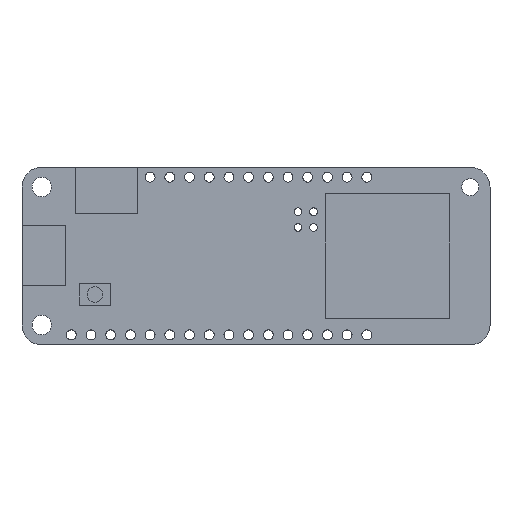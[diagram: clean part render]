
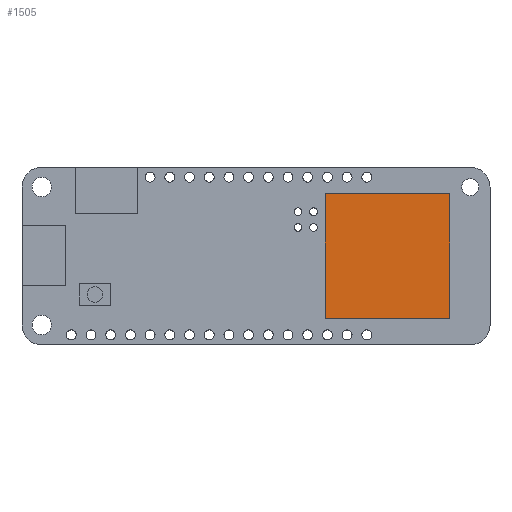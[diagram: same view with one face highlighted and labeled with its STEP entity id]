
A CAD part, top view. The second image highlights one B-rep face of the part: STEP entity #1505.
In plain terms, the highlighted planar face has unit normal (0, 0, 1).
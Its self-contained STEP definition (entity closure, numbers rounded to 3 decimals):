
#122=PLANE('',#1678);
#198=FACE_OUTER_BOUND('',#345,.T.);
#345=EDGE_LOOP('',(#1360,#1361,#1362,#1363));
#451=LINE('',#2480,#569);
#454=LINE('',#2486,#572);
#457=LINE('',#2492,#575);
#460=LINE('',#2496,#578);
#569=VECTOR('',#2071,10.);
#572=VECTOR('',#2076,10.);
#575=VECTOR('',#2081,10.);
#578=VECTOR('',#2086,10.);
#788=VERTEX_POINT('',#2477);
#789=VERTEX_POINT('',#2479);
#791=VERTEX_POINT('',#2485);
#793=VERTEX_POINT('',#2491);
#977=EDGE_CURVE('',#789,#788,#451,.T.);
#980=EDGE_CURVE('',#791,#789,#454,.T.);
#983=EDGE_CURVE('',#793,#791,#457,.T.);
#986=EDGE_CURVE('',#788,#793,#460,.T.);
#1360=ORIENTED_EDGE('',*,*,#986,.T.);
#1361=ORIENTED_EDGE('',*,*,#983,.T.);
#1362=ORIENTED_EDGE('',*,*,#980,.T.);
#1363=ORIENTED_EDGE('',*,*,#977,.T.);
#1505=ADVANCED_FACE('',(#198),#122,.T.);
#1678=AXIS2_PLACEMENT_3D('',#2497,#2087,#2088);
#2071=DIRECTION('',(0.,1.,0.));
#2076=DIRECTION('',(1.,0.,0.));
#2081=DIRECTION('',(0.,-1.,0.));
#2086=DIRECTION('',(-1.,0.,0.));
#2087=DIRECTION('center_axis',(0.,0.,1.));
#2088=DIRECTION('ref_axis',(1.,0.,0.));
#2477=CARTESIAN_POINT('',(55.117,19.43,1.));
#2479=CARTESIAN_POINT('',(55.117,3.43,1.));
#2480=CARTESIAN_POINT('',(55.117,19.43,1.));
#2485=CARTESIAN_POINT('',(39.117,3.43,1.));
#2486=CARTESIAN_POINT('',(55.117,3.43,1.));
#2491=CARTESIAN_POINT('',(39.117,19.43,1.));
#2492=CARTESIAN_POINT('',(39.117,3.43,1.));
#2496=CARTESIAN_POINT('',(39.117,19.43,1.));
#2497=CARTESIAN_POINT('Origin',(47.117,11.43,1.));
